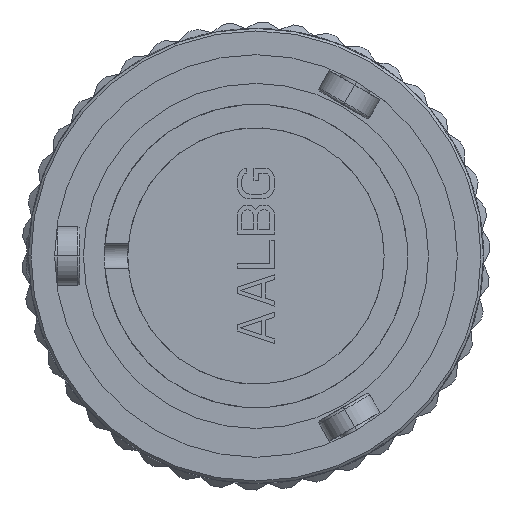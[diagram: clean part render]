
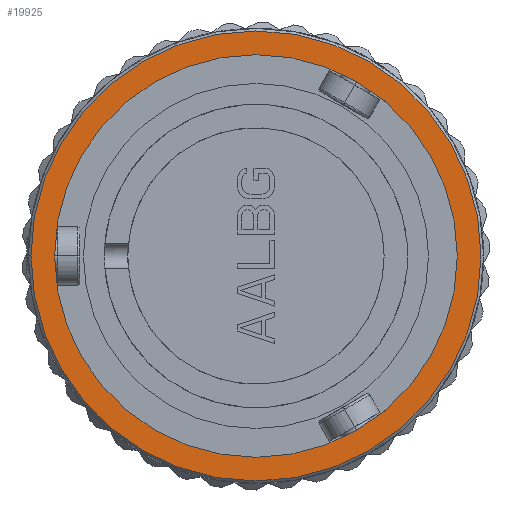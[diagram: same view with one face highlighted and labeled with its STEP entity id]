
A CAD part, left-side view. The second image highlights one B-rep face of the part: STEP entity #19925.
In plain terms, the highlighted planar face has unit normal (-1, 0, 0).
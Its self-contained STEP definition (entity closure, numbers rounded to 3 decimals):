
#3296=CARTESIAN_POINT('',(6.15,0.,0.));
#3297=DIRECTION('',(1.,0.,0.));
#3298=DIRECTION('',(0.,1.,0.));
#3299=AXIS2_PLACEMENT_3D('',#3296,#3297,#3298);
#3301=CARTESIAN_POINT('',(6.15,0.,0.));
#3302=DIRECTION('',(-1.,0.,0.));
#3303=DIRECTION('',(0.,1.,0.));
#3304=AXIS2_PLACEMENT_3D('',#3301,#3302,#3303);
#3306=CARTESIAN_POINT('',(6.15,0.,0.));
#3307=DIRECTION('',(1.,0.,0.));
#3308=DIRECTION('',(0.,1.,0.));
#3309=AXIS2_PLACEMENT_3D('',#3306,#3307,#3308);
#3311=CARTESIAN_POINT('',(6.15,0.,0.));
#3312=DIRECTION('',(-1.,0.,0.));
#3313=DIRECTION('',(0.,1.,0.));
#3314=AXIS2_PLACEMENT_3D('',#3311,#3312,#3313);
#13798=CARTESIAN_POINT('',(6.15,15.56,0.));
#13799=CARTESIAN_POINT('',(6.15,-15.56,0.));
#13800=VERTEX_POINT('',#13798);
#13801=VERTEX_POINT('',#13799);
#14237=CARTESIAN_POINT('',(6.15,17.39,0.));
#14238=VERTEX_POINT('',#14237);
#14239=CARTESIAN_POINT('',(6.15,-17.39,0.));
#14240=VERTEX_POINT('',#14239);
#19910=CARTESIAN_POINT('',(6.15,0.,0.));
#19911=DIRECTION('',(-1.,0.,0.));
#19912=DIRECTION('',(0.,-1.,0.));
#19913=AXIS2_PLACEMENT_3D('',#19910,#19911,#19912);
#19914=PLANE('462',#19913);
#19915=ORIENTED_EDGE('2109',*,*,#19896,.F.);
#19916=ORIENTED_EDGE('2111',*,*,#19878,.T.);
#19917=EDGE_LOOP('462',(#19915,#19916));
#19918=FACE_OUTER_BOUND('462',#19917,.F.);
#19920=ORIENTED_EDGE('1796',*,*,#19919,.F.);
#19922=ORIENTED_EDGE('1794',*,*,#19921,.T.);
#19923=EDGE_LOOP('462',(#19920,#19922));
#19924=FACE_BOUND('462',#19923,.F.);
#3300=CIRCLE('2111',#3299,17.39);
#3305=CIRCLE('2109',#3304,17.39);
#3310=CIRCLE('1796',#3309,15.56);
#3315=CIRCLE('1794',#3314,15.56);
#19878=EDGE_CURVE('2111',#14238,#14240,#3300,.T.);
#19896=EDGE_CURVE('2109',#14238,#14240,#3305,.T.);
#19919=EDGE_CURVE('1796',#13800,#13801,#3310,.T.);
#19921=EDGE_CURVE('1794',#13800,#13801,#3315,.T.);
#19925=ADVANCED_FACE('462',(#19918,#19924),#19914,.T.);
